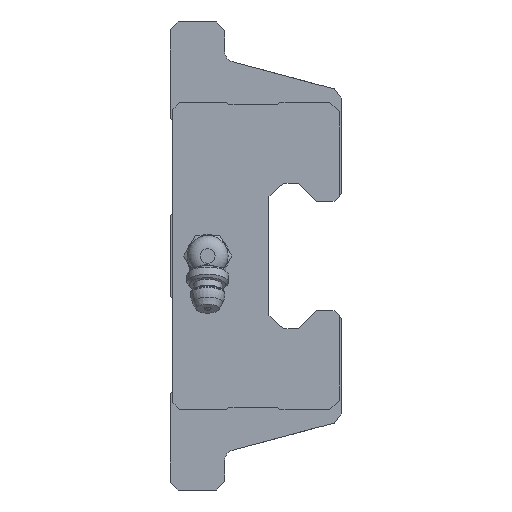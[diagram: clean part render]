
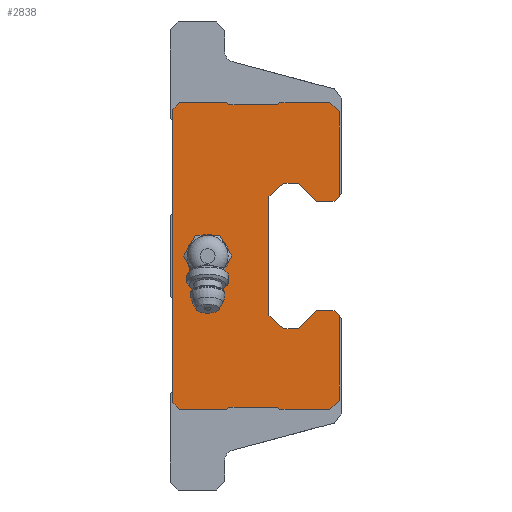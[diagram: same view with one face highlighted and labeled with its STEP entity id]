
A CAD part, left-side view. The second image highlights one B-rep face of the part: STEP entity #2838.
In plain terms, the highlighted planar face has unit normal (-1, 0, 0).
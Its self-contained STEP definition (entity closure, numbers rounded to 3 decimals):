
#682=ORIENTED_EDGE('',*,*,#1235,.F.);
#683=ORIENTED_EDGE('',*,*,#1266,.F.);
#684=ORIENTED_EDGE('',*,*,#1264,.F.);
#685=ORIENTED_EDGE('',*,*,#1262,.F.);
#686=ORIENTED_EDGE('',*,*,#1260,.F.);
#687=ORIENTED_EDGE('',*,*,#1258,.F.);
#688=ORIENTED_EDGE('',*,*,#1256,.F.);
#689=ORIENTED_EDGE('',*,*,#1254,.F.);
#690=ORIENTED_EDGE('',*,*,#1252,.F.);
#691=ORIENTED_EDGE('',*,*,#1250,.F.);
#692=ORIENTED_EDGE('',*,*,#1248,.F.);
#693=ORIENTED_EDGE('',*,*,#1246,.F.);
#694=ORIENTED_EDGE('',*,*,#1244,.F.);
#695=ORIENTED_EDGE('',*,*,#1242,.F.);
#696=ORIENTED_EDGE('',*,*,#1240,.F.);
#697=ORIENTED_EDGE('',*,*,#1138,.F.);
#698=ORIENTED_EDGE('',*,*,#1135,.F.);
#699=ORIENTED_EDGE('',*,*,#1132,.F.);
#700=ORIENTED_EDGE('',*,*,#1129,.F.);
#701=ORIENTED_EDGE('',*,*,#1126,.F.);
#702=ORIENTED_EDGE('',*,*,#1123,.F.);
#703=ORIENTED_EDGE('',*,*,#1120,.F.);
#704=ORIENTED_EDGE('',*,*,#1117,.F.);
#705=ORIENTED_EDGE('',*,*,#1114,.F.);
#706=ORIENTED_EDGE('',*,*,#1111,.F.);
#707=ORIENTED_EDGE('',*,*,#1107,.F.);
#708=ORIENTED_EDGE('',*,*,#1239,.F.);
#709=ORIENTED_EDGE('',*,*,#1237,.F.);
#710=ORIENTED_EDGE('',*,*,#1267,.T.);
#711=ORIENTED_EDGE('',*,*,#1268,.T.);
#712=ORIENTED_EDGE('',*,*,#1269,.T.);
#713=ORIENTED_EDGE('',*,*,#1270,.T.);
#714=ORIENTED_EDGE('',*,*,#1271,.T.);
#715=ORIENTED_EDGE('',*,*,#1272,.T.);
#1107=EDGE_CURVE('',#1479,#1480,#1742,.T.);
#1111=EDGE_CURVE('',#1480,#1483,#1746,.T.);
#1114=EDGE_CURVE('',#1483,#1485,#1749,.T.);
#1117=EDGE_CURVE('',#1485,#1487,#1752,.T.);
#1120=EDGE_CURVE('',#1487,#1489,#1755,.T.);
#1123=EDGE_CURVE('',#1489,#1491,#1758,.T.);
#1126=EDGE_CURVE('',#1491,#1493,#1761,.T.);
#1129=EDGE_CURVE('',#1493,#1495,#1764,.T.);
#1132=EDGE_CURVE('',#1495,#1497,#1767,.T.);
#1135=EDGE_CURVE('',#1497,#1499,#1770,.T.);
#1138=EDGE_CURVE('',#1499,#1501,#1773,.T.);
#1235=EDGE_CURVE('',#1558,#1559,#1865,.T.);
#1237=EDGE_CURVE('',#1559,#1560,#1867,.T.);
#1239=EDGE_CURVE('',#1560,#1479,#1869,.T.);
#1240=EDGE_CURVE('',#1501,#1561,#1870,.T.);
#1242=EDGE_CURVE('',#1561,#1562,#1872,.T.);
#1244=EDGE_CURVE('',#1562,#1563,#1874,.T.);
#1246=EDGE_CURVE('',#1563,#1564,#1876,.T.);
#1248=EDGE_CURVE('',#1564,#1565,#1878,.T.);
#1250=EDGE_CURVE('',#1565,#1566,#1880,.T.);
#1252=EDGE_CURVE('',#1566,#1567,#1882,.T.);
#1254=EDGE_CURVE('',#1567,#1568,#1884,.T.);
#1256=EDGE_CURVE('',#1568,#1569,#1886,.T.);
#1258=EDGE_CURVE('',#1569,#1570,#1888,.T.);
#1260=EDGE_CURVE('',#1570,#1571,#1890,.T.);
#1262=EDGE_CURVE('',#1571,#1572,#1892,.T.);
#1264=EDGE_CURVE('',#1572,#1573,#1894,.T.);
#1266=EDGE_CURVE('',#1573,#1558,#1896,.T.);
#1267=EDGE_CURVE('',#1574,#1575,#1897,.T.);
#1268=EDGE_CURVE('',#1575,#1576,#1898,.T.);
#1269=EDGE_CURVE('',#1576,#1577,#1899,.T.);
#1270=EDGE_CURVE('',#1577,#1578,#1900,.T.);
#1271=EDGE_CURVE('',#1578,#1579,#1901,.T.);
#1272=EDGE_CURVE('',#1579,#1574,#1902,.T.);
#1479=VERTEX_POINT('',#4252);
#1480=VERTEX_POINT('',#4254);
#1483=VERTEX_POINT('',#4262);
#1485=VERTEX_POINT('',#4268);
#1487=VERTEX_POINT('',#4274);
#1489=VERTEX_POINT('',#4280);
#1491=VERTEX_POINT('',#4286);
#1493=VERTEX_POINT('',#4292);
#1495=VERTEX_POINT('',#4298);
#1497=VERTEX_POINT('',#4304);
#1499=VERTEX_POINT('',#4310);
#1501=VERTEX_POINT('',#4316);
#1558=VERTEX_POINT('',#4505);
#1559=VERTEX_POINT('',#4507);
#1560=VERTEX_POINT('',#4511);
#1561=VERTEX_POINT('',#4517);
#1562=VERTEX_POINT('',#4521);
#1563=VERTEX_POINT('',#4525);
#1564=VERTEX_POINT('',#4529);
#1565=VERTEX_POINT('',#4533);
#1566=VERTEX_POINT('',#4537);
#1567=VERTEX_POINT('',#4541);
#1568=VERTEX_POINT('',#4545);
#1569=VERTEX_POINT('',#4549);
#1570=VERTEX_POINT('',#4553);
#1571=VERTEX_POINT('',#4557);
#1572=VERTEX_POINT('',#4561);
#1573=VERTEX_POINT('',#4565);
#1574=VERTEX_POINT('',#4571);
#1575=VERTEX_POINT('',#4572);
#1576=VERTEX_POINT('',#4574);
#1577=VERTEX_POINT('',#4576);
#1578=VERTEX_POINT('',#4578);
#1579=VERTEX_POINT('',#4580);
#1742=LINE('',#4253,#2054);
#1746=LINE('',#4261,#2058);
#1749=LINE('',#4267,#2061);
#1752=LINE('',#4273,#2064);
#1755=LINE('',#4279,#2067);
#1758=LINE('',#4285,#2070);
#1761=LINE('',#4291,#2073);
#1764=LINE('',#4297,#2076);
#1767=LINE('',#4303,#2079);
#1770=LINE('',#4309,#2082);
#1773=LINE('',#4315,#2085);
#1865=LINE('',#4506,#2177);
#1867=LINE('',#4510,#2179);
#1869=LINE('',#4514,#2181);
#1870=LINE('',#4516,#2182);
#1872=LINE('',#4520,#2184);
#1874=LINE('',#4524,#2186);
#1876=LINE('',#4528,#2188);
#1878=LINE('',#4532,#2190);
#1880=LINE('',#4536,#2192);
#1882=LINE('',#4540,#2194);
#1884=LINE('',#4544,#2196);
#1886=LINE('',#4548,#2198);
#1888=LINE('',#4552,#2200);
#1890=LINE('',#4556,#2202);
#1892=LINE('',#4560,#2204);
#1894=LINE('',#4564,#2206);
#1896=LINE('',#4568,#2208);
#1897=LINE('',#4570,#2209);
#1898=LINE('',#4573,#2210);
#1899=LINE('',#4575,#2211);
#1900=LINE('',#4577,#2212);
#1901=LINE('',#4579,#2213);
#1902=LINE('',#4581,#2214);
#2054=VECTOR('',#3392,1000.);
#2058=VECTOR('',#3398,1000.);
#2061=VECTOR('',#3403,1000.);
#2064=VECTOR('',#3408,1000.);
#2067=VECTOR('',#3413,1000.);
#2070=VECTOR('',#3418,1000.);
#2073=VECTOR('',#3423,1000.);
#2076=VECTOR('',#3428,1000.);
#2079=VECTOR('',#3433,1000.);
#2082=VECTOR('',#3438,1000.);
#2085=VECTOR('',#3443,1000.);
#2177=VECTOR('',#3617,1000.);
#2179=VECTOR('',#3621,1000.);
#2181=VECTOR('',#3625,1000.);
#2182=VECTOR('',#3628,1000.);
#2184=VECTOR('',#3632,1000.);
#2186=VECTOR('',#3636,1000.);
#2188=VECTOR('',#3640,1000.);
#2190=VECTOR('',#3644,1000.);
#2192=VECTOR('',#3648,1000.);
#2194=VECTOR('',#3652,1000.);
#2196=VECTOR('',#3656,1000.);
#2198=VECTOR('',#3660,1000.);
#2200=VECTOR('',#3664,1000.);
#2202=VECTOR('',#3668,1000.);
#2204=VECTOR('',#3672,1000.);
#2206=VECTOR('',#3676,1000.);
#2208=VECTOR('',#3680,1000.);
#2209=VECTOR('',#3683,1000.);
#2210=VECTOR('',#3684,1000.);
#2211=VECTOR('',#3685,1000.);
#2212=VECTOR('',#3686,1000.);
#2213=VECTOR('',#3687,1000.);
#2214=VECTOR('',#3688,1000.);
#2353=EDGE_LOOP('',(#682,#683,#684,#685,#686,#687,#688,#689,#690,#691,#692,
#693,#694,#695,#696,#697,#698,#699,#700,#701,#702,#703,#704,#705,#706,#707,
#708,#709));
#2354=EDGE_LOOP('',(#710,#711,#712,#713,#714,#715));
#2540=FACE_BOUND('',#2353,.T.);
#2541=FACE_BOUND('',#2354,.T.);
#2709=PLANE('',#3047);
#2838=ADVANCED_FACE('',(#2540,#2541),#2709,.F.);
#3047=AXIS2_PLACEMENT_3D('',#4569,#3681,#3682);
#3392=DIRECTION('',(0.,0.707,-0.707));
#3398=DIRECTION('',(0.,1.,0.));
#3403=DIRECTION('',(0.,0.707,0.707));
#3408=DIRECTION('',(0.,1.,0.));
#3413=DIRECTION('',(0.,0.752,-0.659));
#3418=DIRECTION('',(0.,0.,-1.));
#3423=DIRECTION('',(0.,-0.752,-0.659));
#3428=DIRECTION('',(0.,-1.,0.));
#3433=DIRECTION('',(0.,-0.707,0.707));
#3438=DIRECTION('',(0.,-1.,0.));
#3443=DIRECTION('',(0.,-0.707,-0.707));
#3617=DIRECTION('',(0.,-1.,0.));
#3621=DIRECTION('',(0.,-0.707,-0.707));
#3625=DIRECTION('',(0.,0.,-1.));
#3628=DIRECTION('',(0.,0.,-1.));
#3632=DIRECTION('',(0.,0.707,-0.707));
#3636=DIRECTION('',(0.,1.,0.));
#3640=DIRECTION('',(0.,0.707,0.707));
#3644=DIRECTION('',(0.,1.,0.));
#3648=DIRECTION('',(0.,0.707,-0.707));
#3652=DIRECTION('',(0.,1.,0.));
#3656=DIRECTION('',(0.,0.707,0.707));
#3660=DIRECTION('',(0.,0.,1.));
#3664=DIRECTION('',(0.,-0.707,0.707));
#3668=DIRECTION('',(0.,-1.,0.));
#3672=DIRECTION('',(0.,-0.707,-0.707));
#3676=DIRECTION('',(0.,-1.,0.));
#3680=DIRECTION('',(0.,-0.707,0.707));
#3681=DIRECTION('',(1.,0.,0.));
#3682=DIRECTION('',(0.,0.,-1.));
#3683=DIRECTION('',(0.,1.,0.));
#3684=DIRECTION('',(0.,0.5,0.866));
#3685=DIRECTION('',(0.,-0.5,0.866));
#3686=DIRECTION('',(0.,-1.,0.));
#3687=DIRECTION('',(0.,-0.5,-0.866));
#3688=DIRECTION('',(0.,0.5,-0.866));
#4252=CARTESIAN_POINT('',(-48.5,-32.5,11.5));
#4253=CARTESIAN_POINT('',(-48.5,-32.5,11.5));
#4254=CARTESIAN_POINT('',(-48.5,-31.5,10.5));
#4261=CARTESIAN_POINT('',(-48.5,-31.5,10.5));
#4262=CARTESIAN_POINT('',(-48.5,-28.2,10.5));
#4267=CARTESIAN_POINT('',(-48.5,-28.2,10.5));
#4268=CARTESIAN_POINT('',(-48.5,-24.7,14.));
#4273=CARTESIAN_POINT('',(-48.5,-24.7,14.));
#4274=CARTESIAN_POINT('',(-48.5,-21.85,14.));
#4279=CARTESIAN_POINT('',(-48.5,-21.85,14.));
#4280=CARTESIAN_POINT('',(-48.5,-19.,11.5));
#4285=CARTESIAN_POINT('',(-48.5,-19.,11.5));
#4286=CARTESIAN_POINT('',(-48.5,-19.,-11.5));
#4291=CARTESIAN_POINT('',(-48.5,-19.,-11.5));
#4292=CARTESIAN_POINT('',(-48.5,-21.85,-14.));
#4297=CARTESIAN_POINT('',(-48.5,-21.85,-14.));
#4298=CARTESIAN_POINT('',(-48.5,-24.7,-14.));
#4303=CARTESIAN_POINT('',(-48.5,-24.7,-14.));
#4304=CARTESIAN_POINT('',(-48.5,-28.2,-10.5));
#4309=CARTESIAN_POINT('',(-48.5,-28.2,-10.5));
#4310=CARTESIAN_POINT('',(-48.5,-31.5,-10.5));
#4315=CARTESIAN_POINT('',(-48.5,-31.5,-10.5));
#4316=CARTESIAN_POINT('',(-48.5,-32.5,-11.5));
#4505=CARTESIAN_POINT('',(-48.5,-21.1,29.5));
#4506=CARTESIAN_POINT('',(-48.5,-21.1,29.5));
#4507=CARTESIAN_POINT('',(-48.5,-30.7,29.5));
#4510=CARTESIAN_POINT('',(-48.5,-30.7,29.5));
#4511=CARTESIAN_POINT('',(-48.5,-32.5,27.7));
#4514=CARTESIAN_POINT('',(-48.5,-32.5,27.7));
#4516=CARTESIAN_POINT('',(-48.5,-32.5,-11.5));
#4517=CARTESIAN_POINT('',(-48.5,-32.5,-27.7));
#4520=CARTESIAN_POINT('',(-48.5,-32.5,-27.7));
#4521=CARTESIAN_POINT('',(-48.5,-30.7,-29.5));
#4524=CARTESIAN_POINT('',(-48.5,-30.7,-29.5));
#4525=CARTESIAN_POINT('',(-48.5,-21.1,-29.5));
#4528=CARTESIAN_POINT('',(-48.5,-21.1,-29.5));
#4529=CARTESIAN_POINT('',(-48.5,-20.7,-29.1));
#4532=CARTESIAN_POINT('',(-48.5,-20.7,-29.1));
#4533=CARTESIAN_POINT('',(-48.5,-11.29,-29.1));
#4536=CARTESIAN_POINT('',(-48.5,-11.29,-29.1));
#4537=CARTESIAN_POINT('',(-48.5,-10.89,-29.5));
#4540=CARTESIAN_POINT('',(-48.5,-10.89,-29.5));
#4541=CARTESIAN_POINT('',(-48.5,-1.8,-29.5));
#4544=CARTESIAN_POINT('',(-48.5,-1.8,-29.5));
#4545=CARTESIAN_POINT('',(-48.5,-0.5,-28.2));
#4548=CARTESIAN_POINT('',(-48.5,-0.5,-28.2));
#4549=CARTESIAN_POINT('',(-48.5,-0.5,28.2));
#4552=CARTESIAN_POINT('',(-48.5,-0.5,28.2));
#4553=CARTESIAN_POINT('',(-48.5,-1.8,29.5));
#4556=CARTESIAN_POINT('',(-48.5,-1.8,29.5));
#4557=CARTESIAN_POINT('',(-48.5,-10.89,29.5));
#4560=CARTESIAN_POINT('',(-48.5,-10.89,29.5));
#4561=CARTESIAN_POINT('',(-48.5,-11.29,29.1));
#4564=CARTESIAN_POINT('',(-48.5,-11.29,29.1));
#4565=CARTESIAN_POINT('',(-48.5,-20.7,29.1));
#4568=CARTESIAN_POINT('',(-48.5,-20.7,29.1));
#4569=CARTESIAN_POINT('',(-48.5,0.,0.));
#4570=CARTESIAN_POINT('',(-48.5,-9.509,-4.));
#4571=CARTESIAN_POINT('',(-48.5,-9.509,-4.));
#4572=CARTESIAN_POINT('',(-48.5,-4.891,-4.));
#4573=CARTESIAN_POINT('',(-48.5,-4.891,-4.));
#4574=CARTESIAN_POINT('',(-48.5,-2.581,0.));
#4575=CARTESIAN_POINT('',(-48.5,-2.581,0.));
#4576=CARTESIAN_POINT('',(-48.5,-4.891,4.));
#4577=CARTESIAN_POINT('',(-48.5,-4.891,4.));
#4578=CARTESIAN_POINT('',(-48.5,-9.509,4.));
#4579=CARTESIAN_POINT('',(-48.5,-9.509,4.));
#4580=CARTESIAN_POINT('',(-48.5,-11.819,0.));
#4581=CARTESIAN_POINT('',(-48.5,-11.819,0.));
